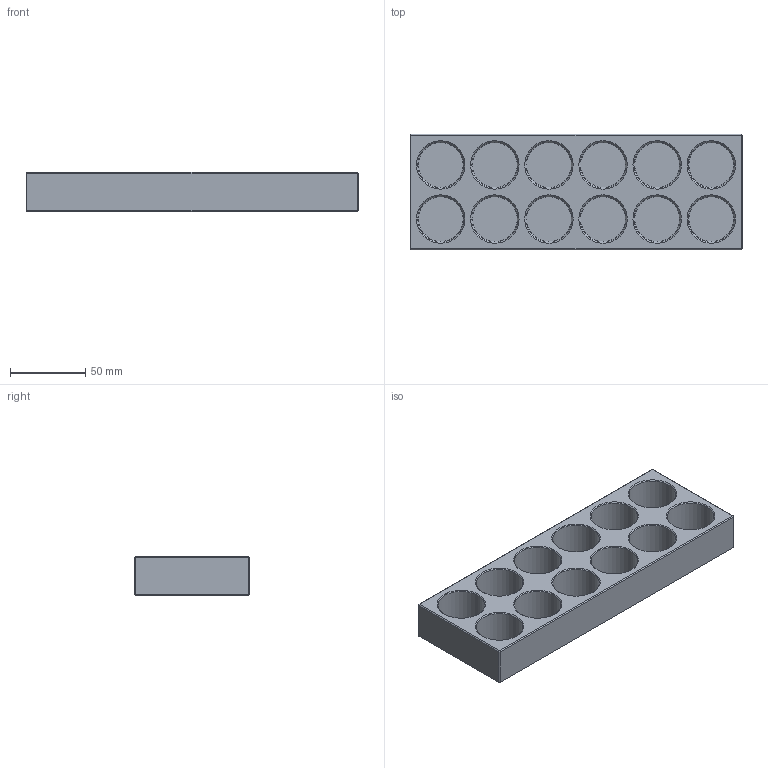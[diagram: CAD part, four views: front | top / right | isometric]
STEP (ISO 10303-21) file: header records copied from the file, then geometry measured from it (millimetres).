
FILE_DESCRIPTION(('Open CASCADE Model'),'2;1');
FILE_NAME('Open CASCADE Shape Model','2024-02-14T22:57:16',('Author'),( 'Open CASCADE'),'Open CASCADE STEP processor 7.7','Open CASCADE 7.7' ,'Unknown');
FILE_SCHEMA(('AUTOMOTIVE_DESIGN { 1 0 10303 214 1 1 1 1 }'));
Length unit declared in the file: millimetre
Products named in the file (1): Open CASCADE STEP translator 7.7 1
Bounding box: 221 x 77 x 26 mm (x, y, z)
Volume: 215774.2 mm3; surface area: 77468.7 mm2
Topology: 1 solids, 1 shells, 74 faces, 132 edges, 72 vertices
Faces by surface type: plane 38, cone 24, cylinder 12
Full cylindrical faces by diameter (mm): 31 x12
Entity records: 3418 total; most frequent: CARTESIAN_POINT 591, DIRECTION 546, LINE 276, VECTOR 276, ORIENTED_EDGE 264, PCURVE 264, DEFINITIONAL_REPRESENTATION 264, EDGE_CURVE 132
